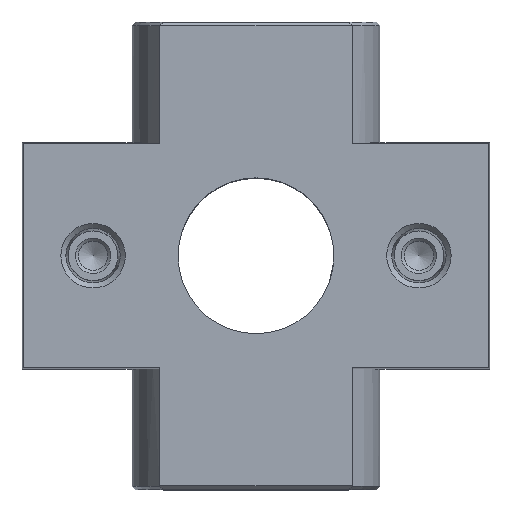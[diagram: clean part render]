
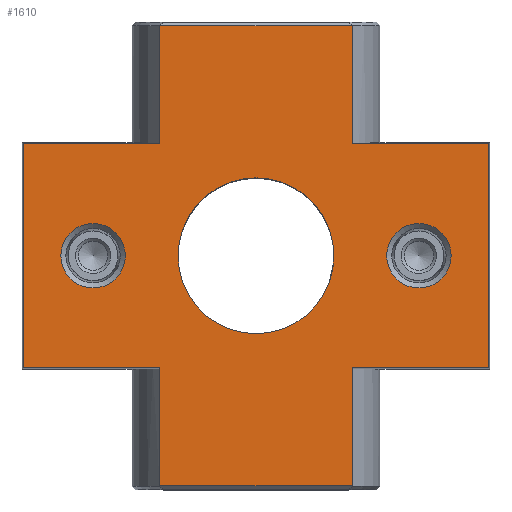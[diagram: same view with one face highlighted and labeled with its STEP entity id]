
A CAD part, top view. The second image highlights one B-rep face of the part: STEP entity #1610.
In plain terms, the highlighted planar face has unit normal (0, 0, 1).
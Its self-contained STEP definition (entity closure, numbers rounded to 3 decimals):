
#98=LINE('',#2533,#210);
#102=LINE('',#2544,#214);
#106=LINE('',#2555,#218);
#108=LINE('',#2560,#220);
#127=LINE('',#2659,#239);
#128=LINE('',#2665,#240);
#129=LINE('',#2667,#241);
#130=LINE('',#2669,#242);
#131=LINE('',#2670,#243);
#132=LINE('',#2672,#244);
#133=LINE('',#2674,#245);
#134=LINE('',#2675,#246);
#210=VECTOR('',#1966,1000.);
#214=VECTOR('',#1976,1000.);
#218=VECTOR('',#1984,1000.);
#220=VECTOR('',#1988,1000.);
#239=VECTOR('',#2053,1000.);
#240=VECTOR('',#2060,1000.);
#241=VECTOR('',#2061,1000.);
#242=VECTOR('',#2062,1000.);
#243=VECTOR('',#2063,1000.);
#244=VECTOR('',#2064,1000.);
#245=VECTOR('',#2065,1000.);
#246=VECTOR('',#2066,1000.);
#323=PLANE('',#1787);
#492=ORIENTED_EDGE('',*,*,#830,.T.);
#493=ORIENTED_EDGE('',*,*,#895,.F.);
#494=ORIENTED_EDGE('',*,*,#896,.F.);
#495=ORIENTED_EDGE('',*,*,#856,.T.);
#496=ORIENTED_EDGE('',*,*,#897,.T.);
#497=ORIENTED_EDGE('',*,*,#898,.T.);
#498=ORIENTED_EDGE('',*,*,#899,.T.);
#499=ORIENTED_EDGE('',*,*,#854,.T.);
#500=ORIENTED_EDGE('',*,*,#894,.T.);
#501=ORIENTED_EDGE('',*,*,#843,.F.);
#502=ORIENTED_EDGE('',*,*,#900,.T.);
#503=ORIENTED_EDGE('',*,*,#901,.F.);
#504=ORIENTED_EDGE('',*,*,#902,.T.);
#505=ORIENTED_EDGE('',*,*,#849,.F.);
#506=ORIENTED_EDGE('',*,*,#903,.F.);
#830=EDGE_CURVE('',#1042,#1042,#1190,.T.);
#843=EDGE_CURVE('',#1054,#1056,#98,.T.);
#849=EDGE_CURVE('',#1059,#1058,#102,.T.);
#854=EDGE_CURVE('',#1061,#1064,#106,.T.);
#856=EDGE_CURVE('',#1067,#1065,#108,.T.);
#894=EDGE_CURVE('',#1064,#1056,#127,.T.);
#895=EDGE_CURVE('',#1092,#1092,#1199,.T.);
#896=EDGE_CURVE('',#1093,#1093,#1200,.T.);
#897=EDGE_CURVE('',#1065,#1094,#128,.T.);
#898=EDGE_CURVE('',#1094,#1095,#129,.T.);
#899=EDGE_CURVE('',#1095,#1061,#130,.T.);
#900=EDGE_CURVE('',#1054,#1096,#131,.T.);
#901=EDGE_CURVE('',#1097,#1096,#132,.T.);
#902=EDGE_CURVE('',#1097,#1058,#133,.T.);
#903=EDGE_CURVE('',#1067,#1059,#134,.T.);
#1042=VERTEX_POINT('',#2486);
#1054=VERTEX_POINT('',#2531);
#1056=VERTEX_POINT('',#2534);
#1058=VERTEX_POINT('',#2540);
#1059=VERTEX_POINT('',#2543);
#1061=VERTEX_POINT('',#2548);
#1064=VERTEX_POINT('',#2554);
#1065=VERTEX_POINT('',#2558);
#1067=VERTEX_POINT('',#2561);
#1092=VERTEX_POINT('',#2662);
#1093=VERTEX_POINT('',#2664);
#1094=VERTEX_POINT('',#2666);
#1095=VERTEX_POINT('',#2668);
#1096=VERTEX_POINT('',#2671);
#1097=VERTEX_POINT('',#2673);
#1190=CIRCLE('',#1752,11.);
#1199=CIRCLE('',#1788,4.55);
#1200=CIRCLE('',#1789,4.55);
#1278=EDGE_LOOP('',(#492));
#1279=EDGE_LOOP('',(#493));
#1280=EDGE_LOOP('',(#494));
#1281=EDGE_LOOP('',(#495,#496,#497,#498,#499,#500,#501,#502,#503,#504,#505,
#506));
#1438=FACE_BOUND('',#1278,.T.);
#1439=FACE_BOUND('',#1279,.T.);
#1440=FACE_BOUND('',#1280,.T.);
#1441=FACE_BOUND('',#1281,.T.);
#1610=ADVANCED_FACE('',(#1438,#1439,#1440,#1441),#323,.F.);
#1752=AXIS2_PLACEMENT_3D('',#2485,#1945,#1946);
#1787=AXIS2_PLACEMENT_3D('',#2660,#2054,#2055);
#1788=AXIS2_PLACEMENT_3D('',#2661,#2056,#2057);
#1789=AXIS2_PLACEMENT_3D('',#2663,#2058,#2059);
#1945=DIRECTION('',(0.,0.,-1.));
#1946=DIRECTION('',(-1.,0.,0.));
#1966=DIRECTION('',(-1.,0.,0.));
#1976=DIRECTION('',(-1.,0.,0.));
#1984=DIRECTION('',(-1.,0.,0.));
#1988=DIRECTION('',(-1.,0.,0.));
#2053=DIRECTION('',(0.,-1.,0.));
#2054=DIRECTION('',(0.,0.,-1.));
#2055=DIRECTION('',(-1.,0.,0.));
#2056=DIRECTION('',(0.,0.,1.));
#2057=DIRECTION('',(1.,0.,0.));
#2058=DIRECTION('',(0.,0.,1.));
#2059=DIRECTION('',(1.,0.,0.));
#2060=DIRECTION('',(0.,1.,0.));
#2061=DIRECTION('',(-1.,0.,0.));
#2062=DIRECTION('',(0.,-1.,0.));
#2063=DIRECTION('',(0.,-1.,0.));
#2064=DIRECTION('',(-1.,0.,0.));
#2065=DIRECTION('',(0.,1.,0.));
#2066=DIRECTION('',(0.,-1.,0.));
#2485=CARTESIAN_POINT('',(0.,0.,20.));
#2486=CARTESIAN_POINT('',(-11.,0.,20.));
#2531=CARTESIAN_POINT('',(-13.6,-15.825,20.));
#2533=CARTESIAN_POINT('',(33.,-15.825,20.));
#2534=CARTESIAN_POINT('',(-32.825,-15.825,20.));
#2540=CARTESIAN_POINT('',(13.6,-15.825,20.));
#2543=CARTESIAN_POINT('',(32.825,-15.825,20.));
#2544=CARTESIAN_POINT('',(33.,-15.825,20.));
#2548=CARTESIAN_POINT('',(-13.6,15.825,20.));
#2554=CARTESIAN_POINT('',(-32.825,15.825,20.));
#2555=CARTESIAN_POINT('',(33.,15.825,20.));
#2558=CARTESIAN_POINT('',(13.6,15.825,20.));
#2560=CARTESIAN_POINT('',(33.,15.825,20.));
#2561=CARTESIAN_POINT('',(32.825,15.825,20.));
#2659=CARTESIAN_POINT('',(-32.825,16.,20.));
#2660=CARTESIAN_POINT('',(-32.825,16.,20.));
#2661=CARTESIAN_POINT('',(23.,0.,20.));
#2662=CARTESIAN_POINT('',(27.55,0.,20.));
#2663=CARTESIAN_POINT('',(-23.,0.,20.));
#2664=CARTESIAN_POINT('',(-18.45,0.,20.));
#2665=CARTESIAN_POINT('',(13.6,-32.5,20.));
#2666=CARTESIAN_POINT('',(13.6,32.5,20.));
#2667=CARTESIAN_POINT('',(20.,32.5,20.));
#2668=CARTESIAN_POINT('',(-13.6,32.5,20.));
#2669=CARTESIAN_POINT('',(-13.6,32.5,20.));
#2670=CARTESIAN_POINT('',(-13.6,32.5,20.));
#2671=CARTESIAN_POINT('',(-13.6,-32.5,20.));
#2672=CARTESIAN_POINT('',(20.,-32.5,20.));
#2673=CARTESIAN_POINT('',(13.6,-32.5,20.));
#2674=CARTESIAN_POINT('',(13.6,-32.5,20.));
#2675=CARTESIAN_POINT('',(32.825,16.,20.));
